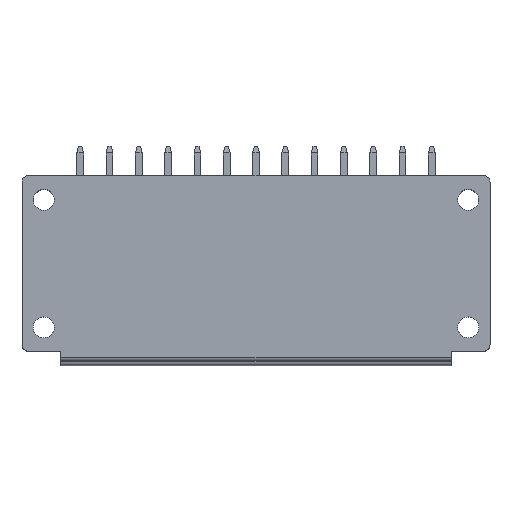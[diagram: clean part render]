
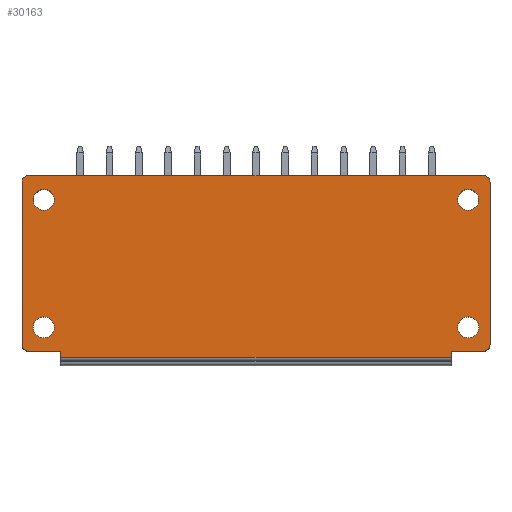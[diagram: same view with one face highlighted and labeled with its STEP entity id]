
A CAD part, top view. The second image highlights one B-rep face of the part: STEP entity #30163.
In plain terms, the highlighted planar face has unit normal (0, 0, 1).
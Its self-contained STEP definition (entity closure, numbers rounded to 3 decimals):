
#499=CARTESIAN_POINT('',(-48.8,-6.74,9.2));
#500=DIRECTION('',(0.,0.,-1.));
#501=DIRECTION('',(-1.,0.,0.));
#502=AXIS2_PLACEMENT_3D('',#499,#500,#501);
#504=CARTESIAN_POINT('',(-48.8,-6.74,9.2));
#505=DIRECTION('',(0.,0.,-1.));
#506=DIRECTION('',(1.,0.,0.));
#507=AXIS2_PLACEMENT_3D('',#504,#505,#506);
#509=CARTESIAN_POINT('',(-48.8,8.5,9.2));
#510=DIRECTION('',(0.,0.,-1.));
#511=DIRECTION('',(-1.,0.,0.));
#512=AXIS2_PLACEMENT_3D('',#509,#510,#511);
#514=CARTESIAN_POINT('',(-48.8,8.5,9.2));
#515=DIRECTION('',(0.,0.,-1.));
#516=DIRECTION('',(1.,0.,0.));
#517=AXIS2_PLACEMENT_3D('',#514,#515,#516);
#519=CARTESIAN_POINT('',(1.9,-6.74,9.2));
#520=DIRECTION('',(0.,0.,1.));
#521=DIRECTION('',(1.,0.,0.));
#522=AXIS2_PLACEMENT_3D('',#519,#520,#521);
#524=CARTESIAN_POINT('',(1.9,-6.74,9.2));
#525=DIRECTION('',(0.,0.,1.));
#526=DIRECTION('',(-1.,0.,0.));
#527=AXIS2_PLACEMENT_3D('',#524,#525,#526);
#529=CARTESIAN_POINT('',(1.9,8.5,9.2));
#530=DIRECTION('',(0.,0.,1.));
#531=DIRECTION('',(1.,0.,0.));
#532=AXIS2_PLACEMENT_3D('',#529,#530,#531);
#534=CARTESIAN_POINT('',(1.9,8.5,9.2));
#535=DIRECTION('',(0.,0.,1.));
#536=DIRECTION('',(-1.,0.,0.));
#537=AXIS2_PLACEMENT_3D('',#534,#535,#536);
#539=DIRECTION('',(0.,-1.,0.));
#540=VECTOR('',#539,0.7);
#541=CARTESIAN_POINT('',(-46.75,-9.6,9.2));
#542=LINE('',#541,#540);
#543=DIRECTION('',(1.,0.,0.));
#544=VECTOR('',#543,3.85);
#545=CARTESIAN_POINT('',(-50.6,-9.6,9.2));
#546=LINE('',#545,#544);
#547=CARTESIAN_POINT('',(-50.6,-8.8,9.2));
#548=DIRECTION('',(0.,0.,1.));
#549=DIRECTION('',(-1.,0.,0.));
#550=AXIS2_PLACEMENT_3D('',#547,#548,#549);
#552=CARTESIAN_POINT('',(-50.6,10.6,9.2));
#553=DIRECTION('',(0.,0.,1.));
#554=DIRECTION('',(0.,1.,0.));
#555=AXIS2_PLACEMENT_3D('',#552,#553,#554);
#557=CARTESIAN_POINT('',(3.7,10.6,9.2));
#558=DIRECTION('',(0.,0.,-1.));
#559=DIRECTION('',(0.,1.,0.));
#560=AXIS2_PLACEMENT_3D('',#557,#558,#559);
#562=CARTESIAN_POINT('',(3.7,-8.8,9.2));
#563=DIRECTION('',(0.,0.,-1.));
#564=DIRECTION('',(1.,0.,0.));
#565=AXIS2_PLACEMENT_3D('',#562,#563,#564);
#567=DIRECTION('',(-1.,0.,0.));
#568=VECTOR('',#567,3.85);
#569=CARTESIAN_POINT('',(3.7,-9.6,9.2));
#570=LINE('',#569,#568);
#571=DIRECTION('',(0.,-1.,0.));
#572=VECTOR('',#571,0.7);
#573=CARTESIAN_POINT('',(-0.15,-9.6,9.2));
#574=LINE('',#573,#572);
#10662=DIRECTION('',(0.,-1.,0.));
#10663=VECTOR('',#10662,19.4);
#10664=CARTESIAN_POINT('',(-51.4,10.6,9.2));
#10665=LINE('',#10664,#10663);
#11086=DIRECTION('',(-1.,0.,0.));
#11087=VECTOR('',#11086,54.3);
#11088=CARTESIAN_POINT('',(3.7,11.4,9.2));
#11089=LINE('',#11088,#11087);
#12762=DIRECTION('',(0.,1.,0.));
#12763=VECTOR('',#12762,19.4);
#12764=CARTESIAN_POINT('',(4.5,-8.8,9.2));
#12765=LINE('',#12764,#12763);
#12837=DIRECTION('',(-1.,0.,0.));
#12838=VECTOR('',#12837,46.6);
#12839=CARTESIAN_POINT('',(-0.15,-10.3,9.2));
#12840=LINE('',#12839,#12838);
#26598=CARTESIAN_POINT('',(-0.15,-10.3,9.2));
#26600=VERTEX_POINT('',#26598);
#28898=CARTESIAN_POINT('',(-46.75,-10.3,9.2));
#28900=VERTEX_POINT('',#28898);
#29540=CARTESIAN_POINT('',(3.15,8.5,9.2));
#29541=CARTESIAN_POINT('',(0.65,8.5,9.2));
#29542=VERTEX_POINT('',#29540);
#29543=VERTEX_POINT('',#29541);
#29544=CARTESIAN_POINT('',(3.15,-6.74,9.2));
#29545=CARTESIAN_POINT('',(0.65,-6.74,9.2));
#29546=VERTEX_POINT('',#29544);
#29547=VERTEX_POINT('',#29545);
#29548=CARTESIAN_POINT('',(3.7,11.4,9.2));
#29549=CARTESIAN_POINT('',(4.5,10.6,9.2));
#29550=VERTEX_POINT('',#29548);
#29551=VERTEX_POINT('',#29549);
#29552=CARTESIAN_POINT('',(4.5,-8.8,9.2));
#29553=CARTESIAN_POINT('',(3.7,-9.6,9.2));
#29554=VERTEX_POINT('',#29552);
#29555=VERTEX_POINT('',#29553);
#29556=CARTESIAN_POINT('',(-0.15,-9.6,9.2));
#29557=VERTEX_POINT('',#29556);
#29590=CARTESIAN_POINT('',(-50.05,8.5,9.2));
#29591=CARTESIAN_POINT('',(-47.55,8.5,9.2));
#29592=VERTEX_POINT('',#29590);
#29593=VERTEX_POINT('',#29591);
#29594=CARTESIAN_POINT('',(-50.05,-6.74,9.2));
#29595=CARTESIAN_POINT('',(-47.55,-6.74,9.2));
#29596=VERTEX_POINT('',#29594);
#29597=VERTEX_POINT('',#29595);
#29598=CARTESIAN_POINT('',(-50.6,11.4,9.2));
#29599=CARTESIAN_POINT('',(-51.4,10.6,9.2));
#29600=VERTEX_POINT('',#29598);
#29601=VERTEX_POINT('',#29599);
#29602=CARTESIAN_POINT('',(-51.4,-8.8,9.2));
#29603=CARTESIAN_POINT('',(-50.6,-9.6,9.2));
#29604=VERTEX_POINT('',#29602);
#29605=VERTEX_POINT('',#29603);
#29606=CARTESIAN_POINT('',(-46.75,-9.6,9.2));
#29607=VERTEX_POINT('',#29606);
#30110=CARTESIAN_POINT('',(0.,11.4,9.2));
#30111=DIRECTION('',(0.,0.,1.));
#30112=DIRECTION('',(0.,-1.,0.));
#30113=AXIS2_PLACEMENT_3D('',#30110,#30111,#30112);
#30114=PLANE('',#30113);
#30116=ORIENTED_EDGE('',*,*,#30115,.F.);
#30118=ORIENTED_EDGE('',*,*,#30117,.F.);
#30120=ORIENTED_EDGE('',*,*,#30119,.F.);
#30122=ORIENTED_EDGE('',*,*,#30121,.F.);
#30124=ORIENTED_EDGE('',*,*,#30123,.F.);
#30126=ORIENTED_EDGE('',*,*,#30125,.F.);
#30128=ORIENTED_EDGE('',*,*,#30127,.T.);
#30130=ORIENTED_EDGE('',*,*,#30129,.F.);
#30132=ORIENTED_EDGE('',*,*,#30131,.T.);
#30134=ORIENTED_EDGE('',*,*,#30133,.T.);
#30136=ORIENTED_EDGE('',*,*,#30135,.T.);
#30138=ORIENTED_EDGE('',*,*,#30137,.T.);
#30139=EDGE_LOOP('',(#30116,#30118,#30120,#30122,#30124,#30126,#30128,#30130,
#30132,#30134,#30136,#30138));
#30140=FACE_OUTER_BOUND('',#30139,.F.);
#30141=ORIENTED_EDGE('',*,*,#30090,.F.);
#30142=ORIENTED_EDGE('',*,*,#30104,.F.);
#30143=EDGE_LOOP('',(#30141,#30142));
#30144=FACE_BOUND('',#30143,.F.);
#30146=ORIENTED_EDGE('',*,*,#30145,.T.);
#30148=ORIENTED_EDGE('',*,*,#30147,.T.);
#30149=EDGE_LOOP('',(#30146,#30148));
#30150=FACE_BOUND('',#30149,.F.);
#30152=ORIENTED_EDGE('',*,*,#30151,.T.);
#30154=ORIENTED_EDGE('',*,*,#30153,.T.);
#30155=EDGE_LOOP('',(#30152,#30154));
#30156=FACE_BOUND('',#30155,.F.);
#30158=ORIENTED_EDGE('',*,*,#30157,.F.);
#30160=ORIENTED_EDGE('',*,*,#30159,.F.);
#30161=EDGE_LOOP('',(#30158,#30160));
#30162=FACE_BOUND('',#30161,.F.);
#30163=ADVANCED_FACE('',(#30140,#30144,#30150,#30156,#30162),#30114,.T.);
#503=CIRCLE('',#502,1.25);
#508=CIRCLE('',#507,1.25);
#513=CIRCLE('',#512,1.25);
#518=CIRCLE('',#517,1.25);
#523=CIRCLE('',#522,1.25);
#528=CIRCLE('',#527,1.25);
#533=CIRCLE('',#532,1.25);
#538=CIRCLE('',#537,1.25);
#551=CIRCLE('',#550,0.8);
#556=CIRCLE('',#555,0.8);
#561=CIRCLE('',#560,0.8);
#566=CIRCLE('',#565,0.8);
#30090=EDGE_CURVE('',#29592,#29593,#513,.T.);
#30104=EDGE_CURVE('',#29593,#29592,#518,.T.);
#30115=EDGE_CURVE('',#29607,#28900,#542,.T.);
#30117=EDGE_CURVE('',#29605,#29607,#546,.T.);
#30119=EDGE_CURVE('',#29604,#29605,#551,.T.);
#30121=EDGE_CURVE('',#29601,#29604,#10665,.T.);
#30123=EDGE_CURVE('',#29600,#29601,#556,.T.);
#30125=EDGE_CURVE('',#29550,#29600,#11089,.T.);
#30127=EDGE_CURVE('',#29550,#29551,#561,.T.);
#30129=EDGE_CURVE('',#29554,#29551,#12765,.T.);
#30131=EDGE_CURVE('',#29554,#29555,#566,.T.);
#30133=EDGE_CURVE('',#29555,#29557,#570,.T.);
#30135=EDGE_CURVE('',#29557,#26600,#574,.T.);
#30137=EDGE_CURVE('',#26600,#28900,#12840,.T.);
#30145=EDGE_CURVE('',#29546,#29547,#523,.T.);
#30147=EDGE_CURVE('',#29547,#29546,#528,.T.);
#30151=EDGE_CURVE('',#29542,#29543,#533,.T.);
#30153=EDGE_CURVE('',#29543,#29542,#538,.T.);
#30157=EDGE_CURVE('',#29596,#29597,#503,.T.);
#30159=EDGE_CURVE('',#29597,#29596,#508,.T.);
